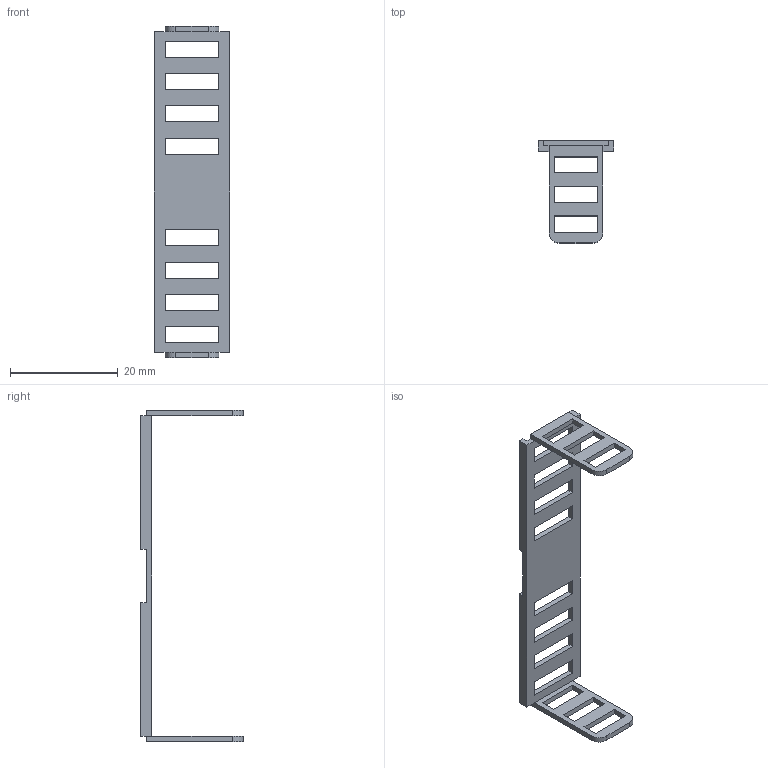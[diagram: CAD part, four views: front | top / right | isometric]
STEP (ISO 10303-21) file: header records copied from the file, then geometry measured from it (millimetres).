
FILE_DESCRIPTION(/* description */ (''),/* implementation_level */ '2;1');
FILE_NAME(/* name */ 'termination_lv_insulation.ipt.stp',/* time_stamp */ '2016-11-04T11:03:27+01:00',/* author */ ('tguillod'),/* organization */ (''),/* preprocessor_version */ 'ST-DEVELOPER v15.2',/* originating_system */ 'Autodesk Inventor 2014',/* authorisation */ '');
FILE_SCHEMA (('AUTOMOTIVE_DESIGN { 1 0 10303 214 3 1 1 }'));
Length unit declared in the file: millimetre
Products named in the file (1): termination_lv_insulation
Bounding box: 14 x 19 x 61.5 mm (x, y, z)
Volume: 928.6 mm3; surface area: 2416.7 mm2
Topology: 1 solids, 1 shells, 90 faces, 260 edges, 172 vertices
Faces by surface type: plane 86, cylinder 4
Entity records: 2977 total; most frequent: CARTESIAN_POINT 523, ORIENTED_EDGE 520, DIRECTION 450, EDGE_CURVE 260, LINE 252, VECTOR 252, VERTEX_POINT 172, EDGE_LOOP 118
